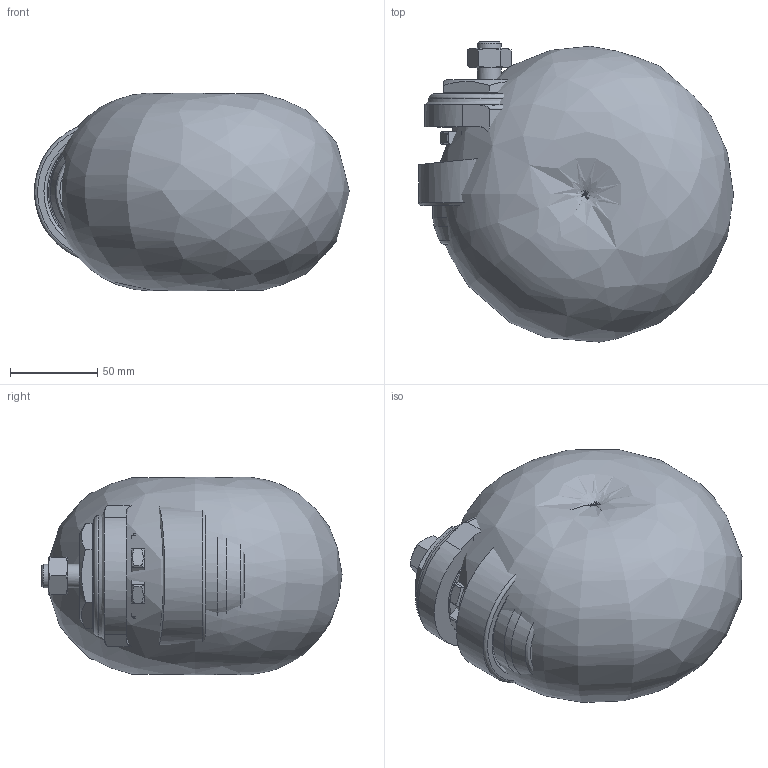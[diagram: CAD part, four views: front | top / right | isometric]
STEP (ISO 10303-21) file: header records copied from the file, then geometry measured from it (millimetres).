
FILE_DESCRIPTION(('FreeCAD Model'),'2;1');
FILE_NAME('Open CASCADE Shape Model','2025-04-29T19:14:58',('FreeCAD'),( 'FreeCAD'),'Open CASCADE STEP processor 7.6','FreeCAD','Unknown');
FILE_SCHEMA(('AUTOMOTIVE_DESIGN { 1 0 10303 214 1 1 1 1 }'));
Length unit declared in the file: millimetre
Products named in the file (1): Open CASCADE STEP translator 7.6 1
Bounding box: 180.77 x 172.37 x 113.59 mm (x, y, z)
Volume: 2172427.1 mm3; surface area: 154990.1 mm2
Topology: 2 solids, 2 shells, 243 faces, 649 edges, 423 vertices
Faces by surface type: bspline 243
Entity records: 17019 total; most frequent: CARTESIAN_POINT 13365, ORIENTED_EDGE 1286, EDGE_CURVE 643, VERTEX_POINT 423, B_SPLINE_CURVE_WITH_KNOTS 404, FACE_BOUND 267, EDGE_LOOP 267, ADVANCED_FACE 243
